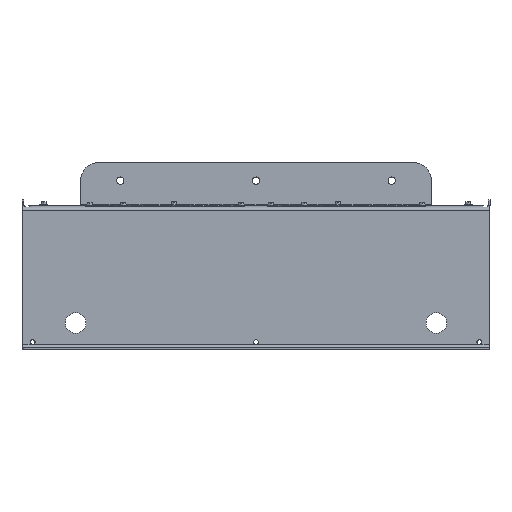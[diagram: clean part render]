
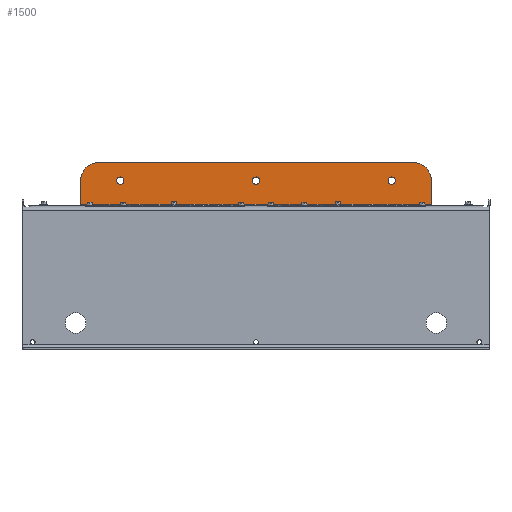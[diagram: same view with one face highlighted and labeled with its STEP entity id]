
A CAD part, top view. The second image highlights one B-rep face of the part: STEP entity #1500.
In plain terms, the highlighted planar face has unit normal (0, 0, 1).
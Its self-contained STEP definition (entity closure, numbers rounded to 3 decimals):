
#143 = EDGE_LOOP ( 'NONE', ( #21265, #25408 ) ) ;
#782 = PLANE ( 'NONE',  #9403 ) ;
#1066 = CARTESIAN_POINT ( 'NONE',  ( -145., 30.783, -152.4 ) ) ;
#1252 = EDGE_LOOP ( 'NONE', ( #15323, #15564 ) ) ;
#1271 = EDGE_CURVE ( 'NONE', #5370, #27933, #5675, .T. ) ;
#1500 = ADVANCED_FACE ( 'NONE', ( #17261, #22611, #28755, #16505 ), #782, .F. ) ;
#1767 = AXIS2_PLACEMENT_3D ( 'NONE', #1066, #17174, #3359 ) ;
#1911 = DIRECTION ( 'NONE',  ( 0., 0., -1. ) ) ;
#2263 = AXIS2_PLACEMENT_3D ( 'NONE', #23229, #9457, #25560 ) ;
#2791 = EDGE_CURVE ( 'NONE', #29068, #27933, #3075, .T. ) ;
#2917 = CIRCLE ( 'NONE', #19149, 3.969 ) ;
#3010 = EDGE_CURVE ( 'NONE', #5370, #13622, #4887, .T. ) ;
#3049 = CIRCLE ( 'NONE', #16773, 3.969 ) ;
#3075 = LINE ( 'NONE', #22627, #7760 ) ;
#3302 = EDGE_CURVE ( 'NONE', #4336, #24857, #3049, .T. ) ;
#3359 = DIRECTION ( 'NONE',  ( -1., 0., 0. ) ) ;
#3797 = CARTESIAN_POINT ( 'NONE',  ( 148.969, 30.783, -152.4 ) ) ;
#4021 = ORIENTED_EDGE ( 'NONE', *, *, #3010, .T. ) ;
#4043 = CARTESIAN_POINT ( 'NONE',  ( -187.325, 50.002, -152.4 ) ) ;
#4336 = VERTEX_POINT ( 'NONE', #21725 ) ;
#4458 = CARTESIAN_POINT ( 'NONE',  ( 141.031, 30.783, -152.4 ) ) ;
#4622 = DIRECTION ( 'NONE',  ( -1., 0., 0. ) ) ;
#4785 = EDGE_CURVE ( 'NONE', #13601, #13622, #9442, .T. ) ;
#4838 = CARTESIAN_POINT ( 'NONE',  ( -145., 30.783, -152.4 ) ) ;
#4887 = CIRCLE ( 'NONE', #9626, 19.05 ) ;
#4942 = CARTESIAN_POINT ( 'NONE',  ( 0., 50.002, -152.4 ) ) ;
#5181 = CARTESIAN_POINT ( 'NONE',  ( 187.325, 5.814, -152.4 ) ) ;
#5370 = VERTEX_POINT ( 'NONE', #12375 ) ;
#5675 = LINE ( 'NONE', #27229, #22576 ) ;
#5706 = CARTESIAN_POINT ( 'NONE',  ( -168.275, 30.952, -152.4 ) ) ;
#7510 = ORIENTED_EDGE ( 'NONE', *, *, #11661, .F. ) ;
#7760 = VECTOR ( 'NONE', #9153, 1000. ) ;
#7765 = DIRECTION ( 'NONE',  ( 0., 0., 1. ) ) ;
#7998 = DIRECTION ( 'NONE',  ( 0., -1., 0. ) ) ;
#8006 = DIRECTION ( 'NONE',  ( -1., 0., 0. ) ) ;
#8226 = ORIENTED_EDGE ( 'NONE', *, *, #16687, .T. ) ;
#8445 = CIRCLE ( 'NONE', #1767, 3.969 ) ;
#9153 = DIRECTION ( 'NONE',  ( 1., 0., 0. ) ) ;
#9403 = AXIS2_PLACEMENT_3D ( 'NONE', #19356, #1911, #4622 ) ;
#9442 = LINE ( 'NONE', #4942, #21678 ) ;
#9457 = DIRECTION ( 'NONE',  ( 0., 0., 1. ) ) ;
#9626 = AXIS2_PLACEMENT_3D ( 'NONE', #11414, #25841, #28474 ) ;
#9709 = EDGE_CURVE ( 'NONE', #11146, #10246, #18195, .T. ) ;
#9996 = VECTOR ( 'NONE', #27084, 1000. ) ;
#10246 = VERTEX_POINT ( 'NONE', #21367 ) ;
#10796 = DIRECTION ( 'NONE',  ( 0., 0., 1. ) ) ;
#11146 = VERTEX_POINT ( 'NONE', #21223 ) ;
#11414 = CARTESIAN_POINT ( 'NONE',  ( 168.275, 30.952, -152.4 ) ) ;
#11660 = AXIS2_PLACEMENT_3D ( 'NONE', #24566, #10796, #26855 ) ;
#11661 = EDGE_CURVE ( 'NONE', #24857, #4336, #8445, .T. ) ;
#11727 = ORIENTED_EDGE ( 'NONE', *, *, #1271, .F. ) ;
#12221 = DIRECTION ( 'NONE',  ( -1., 0., 0. ) ) ;
#12280 = AXIS2_PLACEMENT_3D ( 'NONE', #5706, #21792, #8006 ) ;
#12375 = CARTESIAN_POINT ( 'NONE',  ( 187.325, 30.952, -152.4 ) ) ;
#12577 = ORIENTED_EDGE ( 'NONE', *, *, #4785, .F. ) ;
#13601 = VERTEX_POINT ( 'NONE', #23359 ) ;
#13614 = EDGE_LOOP ( 'NONE', ( #7510, #14562 ) ) ;
#13622 = VERTEX_POINT ( 'NONE', #21256 ) ;
#13706 = DIRECTION ( 'NONE',  ( 0., 0., 1. ) ) ;
#13837 = EDGE_CURVE ( 'NONE', #10246, #11146, #26666, .T. ) ;
#14562 = ORIENTED_EDGE ( 'NONE', *, *, #3302, .F. ) ;
#15323 = ORIENTED_EDGE ( 'NONE', *, *, #13837, .F. ) ;
#15564 = ORIENTED_EDGE ( 'NONE', *, *, #9709, .F. ) ;
#16017 = EDGE_CURVE ( 'NONE', #13601, #18412, #25825, .T. ) ;
#16033 = CARTESIAN_POINT ( 'NONE',  ( -148.969, 30.783, -152.4 ) ) ;
#16132 = LINE ( 'NONE', #4043, #9996 ) ;
#16505 = FACE_OUTER_BOUND ( 'NONE', #28327, .T. ) ;
#16687 = EDGE_CURVE ( 'NONE', #18412, #29068, #16132, .T. ) ;
#16773 = AXIS2_PLACEMENT_3D ( 'NONE', #4838, #24984, #12221 ) ;
#17174 = DIRECTION ( 'NONE',  ( 0., 0., 1. ) ) ;
#17261 = FACE_BOUND ( 'NONE', #143, .T. ) ;
#18195 = CIRCLE ( 'NONE', #2263, 3.969 ) ;
#18412 = VERTEX_POINT ( 'NONE', #22542 ) ;
#19149 = AXIS2_PLACEMENT_3D ( 'NONE', #27448, #13706, #29791 ) ;
#19356 = CARTESIAN_POINT ( 'NONE',  ( 0., 50.002, -152.4 ) ) ;
#20121 = CARTESIAN_POINT ( 'NONE',  ( -187.325, 5.814, -152.4 ) ) ;
#21058 = DIRECTION ( 'NONE',  ( 1., 0., 0. ) ) ;
#21223 = CARTESIAN_POINT ( 'NONE',  ( 3.969, 30.783, -152.4 ) ) ;
#21256 = CARTESIAN_POINT ( 'NONE',  ( 168.275, 50.002, -152.4 ) ) ;
#21265 = ORIENTED_EDGE ( 'NONE', *, *, #29366, .F. ) ;
#21367 = CARTESIAN_POINT ( 'NONE',  ( -3.969, 30.783, -152.4 ) ) ;
#21573 = CARTESIAN_POINT ( 'NONE',  ( 145., 30.783, -152.4 ) ) ;
#21678 = VECTOR ( 'NONE', #21058, 1000. ) ;
#21725 = CARTESIAN_POINT ( 'NONE',  ( -141.031, 30.783, -152.4 ) ) ;
#21746 = EDGE_CURVE ( 'NONE', #29026, #28370, #2917, .T. ) ;
#21792 = DIRECTION ( 'NONE',  ( 0., 0., 1. ) ) ;
#22542 = CARTESIAN_POINT ( 'NONE',  ( -187.325, 30.952, -152.4 ) ) ;
#22576 = VECTOR ( 'NONE', #7998, 1000. ) ;
#22611 = FACE_BOUND ( 'NONE', #13614, .T. ) ;
#22627 = CARTESIAN_POINT ( 'NONE',  ( 187.325, 5.814, -152.4 ) ) ;
#23213 = ORIENTED_EDGE ( 'NONE', *, *, #2791, .T. ) ;
#23229 = CARTESIAN_POINT ( 'NONE',  ( 0., 30.783, -152.4 ) ) ;
#23359 = CARTESIAN_POINT ( 'NONE',  ( -168.275, 50.002, -152.4 ) ) ;
#23902 = DIRECTION ( 'NONE',  ( -1., 0., 0. ) ) ;
#24211 = CIRCLE ( 'NONE', #29647, 3.969 ) ;
#24566 = CARTESIAN_POINT ( 'NONE',  ( 0., 30.783, -152.4 ) ) ;
#24857 = VERTEX_POINT ( 'NONE', #16033 ) ;
#24984 = DIRECTION ( 'NONE',  ( 0., 0., 1. ) ) ;
#25408 = ORIENTED_EDGE ( 'NONE', *, *, #21746, .F. ) ;
#25560 = DIRECTION ( 'NONE',  ( -1., 0., 0. ) ) ;
#25825 = CIRCLE ( 'NONE', #12280, 19.05 ) ;
#25841 = DIRECTION ( 'NONE',  ( 0., 0., 1. ) ) ;
#26616 = ORIENTED_EDGE ( 'NONE', *, *, #16017, .T. ) ;
#26666 = CIRCLE ( 'NONE', #11660, 3.969 ) ;
#26855 = DIRECTION ( 'NONE',  ( -1., 0., 0. ) ) ;
#27084 = DIRECTION ( 'NONE',  ( 0., -1., 0. ) ) ;
#27229 = CARTESIAN_POINT ( 'NONE',  ( 187.325, 50.002, -152.4 ) ) ;
#27448 = CARTESIAN_POINT ( 'NONE',  ( 145., 30.783, -152.4 ) ) ;
#27933 = VERTEX_POINT ( 'NONE', #5181 ) ;
#28327 = EDGE_LOOP ( 'NONE', ( #8226, #23213, #11727, #4021, #12577, #26616 ) ) ;
#28370 = VERTEX_POINT ( 'NONE', #4458 ) ;
#28474 = DIRECTION ( 'NONE',  ( -1., 0., 0. ) ) ;
#28755 = FACE_BOUND ( 'NONE', #1252, .T. ) ;
#29026 = VERTEX_POINT ( 'NONE', #3797 ) ;
#29068 = VERTEX_POINT ( 'NONE', #20121 ) ;
#29366 = EDGE_CURVE ( 'NONE', #28370, #29026, #24211, .T. ) ;
#29647 = AXIS2_PLACEMENT_3D ( 'NONE', #21573, #7765, #23902 ) ;
#29791 = DIRECTION ( 'NONE',  ( -1., 0., 0. ) ) ;
